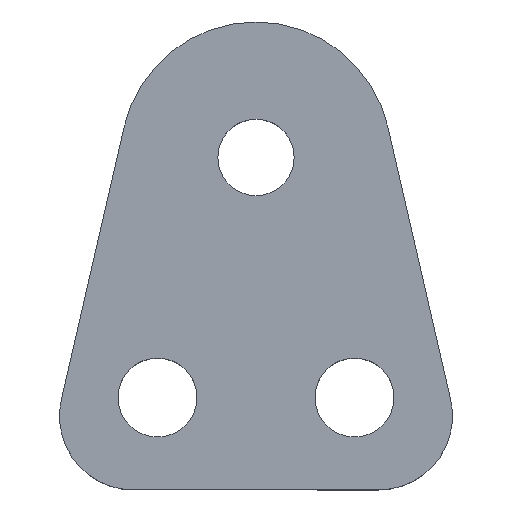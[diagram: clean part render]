
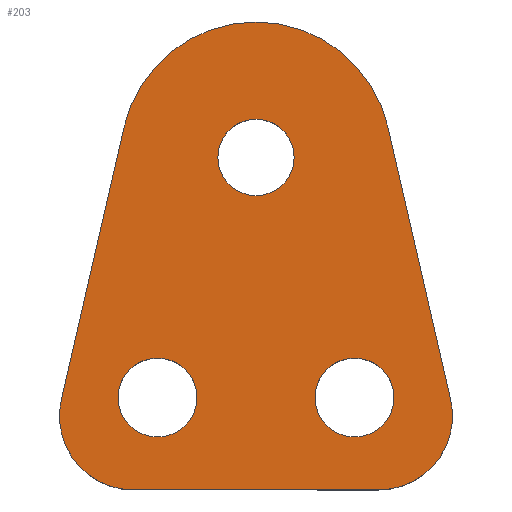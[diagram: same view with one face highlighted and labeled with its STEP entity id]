
A CAD part, top view. The second image highlights one B-rep face of the part: STEP entity #203.
In plain terms, the highlighted planar face has unit normal (0, 0, 1).
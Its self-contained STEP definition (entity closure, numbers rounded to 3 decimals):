
#15=FACE_BOUND('',#40,.T.);
#16=FACE_BOUND('',#41,.T.);
#17=FACE_BOUND('',#42,.T.);
#22=PLANE('',#230);
#28=FACE_OUTER_BOUND('',#39,.T.);
#39=EDGE_LOOP('',(#149,#150,#151,#152,#153,#154));
#40=EDGE_LOOP('',(#155));
#41=EDGE_LOOP('',(#156));
#42=EDGE_LOOP('',(#157));
#56=LINE('',#324,#71);
#59=LINE('',#330,#74);
#60=LINE('',#334,#75);
#71=VECTOR('',#261,10.);
#74=VECTOR('',#266,10.);
#75=VECTOR('',#269,10.);
#84=CIRCLE('',#227,3.);
#86=CIRCLE('',#231,5.5);
#87=CIRCLE('',#232,3.);
#88=CIRCLE('',#233,1.6);
#89=CIRCLE('',#234,1.55);
#90=CIRCLE('',#235,1.6);
#96=VERTEX_POINT('',#314);
#97=VERTEX_POINT('',#315);
#100=VERTEX_POINT('',#323);
#102=VERTEX_POINT('',#329);
#103=VERTEX_POINT('',#331);
#104=VERTEX_POINT('',#333);
#105=VERTEX_POINT('',#336);
#106=VERTEX_POINT('',#338);
#107=VERTEX_POINT('',#340);
#114=EDGE_CURVE('',#96,#97,#84,.T.);
#118=EDGE_CURVE('',#100,#97,#56,.T.);
#121=EDGE_CURVE('',#96,#102,#59,.T.);
#122=EDGE_CURVE('',#102,#103,#86,.T.);
#123=EDGE_CURVE('',#103,#104,#60,.T.);
#124=EDGE_CURVE('',#100,#104,#87,.T.);
#125=EDGE_CURVE('',#105,#105,#88,.T.);
#126=EDGE_CURVE('',#106,#106,#89,.T.);
#127=EDGE_CURVE('',#107,#107,#90,.T.);
#149=ORIENTED_EDGE('',*,*,#114,.F.);
#150=ORIENTED_EDGE('',*,*,#121,.T.);
#151=ORIENTED_EDGE('',*,*,#122,.T.);
#152=ORIENTED_EDGE('',*,*,#123,.T.);
#153=ORIENTED_EDGE('',*,*,#124,.F.);
#154=ORIENTED_EDGE('',*,*,#118,.T.);
#155=ORIENTED_EDGE('',*,*,#125,.T.);
#156=ORIENTED_EDGE('',*,*,#126,.T.);
#157=ORIENTED_EDGE('',*,*,#127,.T.);
#203=ADVANCED_FACE('',(#28,#15,#16,#17),#22,.T.);
#227=AXIS2_PLACEMENT_3D('',#316,#253,#254);
#230=AXIS2_PLACEMENT_3D('',#328,#264,#265);
#231=AXIS2_PLACEMENT_3D('',#332,#267,#268);
#232=AXIS2_PLACEMENT_3D('',#335,#270,#271);
#233=AXIS2_PLACEMENT_3D('',#337,#272,#273);
#234=AXIS2_PLACEMENT_3D('',#339,#274,#275);
#235=AXIS2_PLACEMENT_3D('',#341,#276,#277);
#253=DIRECTION('center_axis',(0.,0.,-1.));
#254=DIRECTION('ref_axis',(0.782,-0.623,0.));
#261=DIRECTION('',(1.,0.,0.));
#264=DIRECTION('center_axis',(0.,0.,1.));
#265=DIRECTION('ref_axis',(-1.,0.,0.));
#266=DIRECTION('',(-0.224,0.975,0.));
#267=DIRECTION('center_axis',(0.,0.,1.));
#268=DIRECTION('ref_axis',(0.975,0.224,0.));
#269=DIRECTION('',(-0.224,-0.975,0.));
#270=DIRECTION('center_axis',(0.,0.,-1.));
#271=DIRECTION('ref_axis',(-0.782,-0.623,0.));
#272=DIRECTION('center_axis',(0.,0.,-1.));
#273=DIRECTION('ref_axis',(-1.,0.,0.));
#274=DIRECTION('center_axis',(0.,0.,-1.));
#275=DIRECTION('ref_axis',(-1.,0.,0.));
#276=DIRECTION('center_axis',(0.,0.,-1.));
#277=DIRECTION('ref_axis',(-1.,0.,0.));
#314=CARTESIAN_POINT('',(37.905,3.673,12.));
#315=CARTESIAN_POINT('',(34.981,0.,12.));
#316=CARTESIAN_POINT('Origin',(34.981,3.,12.));
#323=CARTESIAN_POINT('',(25.019,0.,12.));
#324=CARTESIAN_POINT('',(30.,0.,12.));
#328=CARTESIAN_POINT('Origin',(30.,9.5,12.));
#329=CARTESIAN_POINT('',(35.36,14.733,12.));
#330=CARTESIAN_POINT('',(38.75,0.,12.));
#331=CARTESIAN_POINT('',(24.64,14.733,12.));
#332=CARTESIAN_POINT('Origin',(30.,13.5,12.));
#333=CARTESIAN_POINT('',(22.095,3.673,12.));
#334=CARTESIAN_POINT('',(21.25,0.,12.));
#335=CARTESIAN_POINT('Origin',(25.019,3.,12.));
#336=CARTESIAN_POINT('',(27.6,3.75,12.));
#337=CARTESIAN_POINT('Origin',(26.,3.75,12.));
#338=CARTESIAN_POINT('',(31.55,13.5,12.));
#339=CARTESIAN_POINT('Origin',(30.,13.5,12.));
#340=CARTESIAN_POINT('',(35.6,3.75,12.));
#341=CARTESIAN_POINT('Origin',(34.,3.75,12.));
